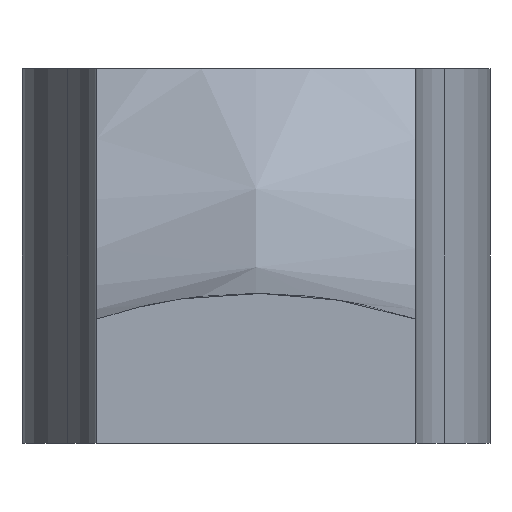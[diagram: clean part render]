
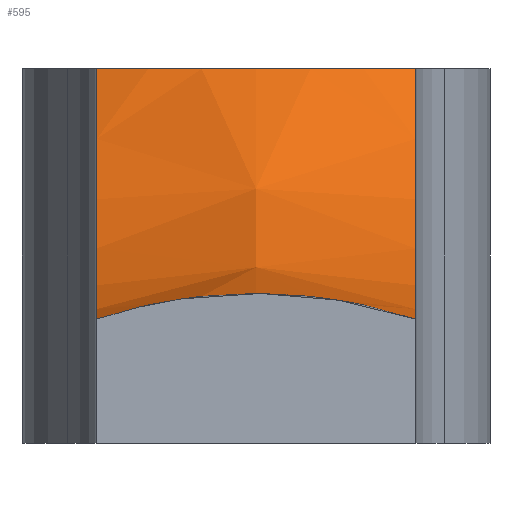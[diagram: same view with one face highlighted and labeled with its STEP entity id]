
A CAD part, left-side view. The second image highlights one B-rep face of the part: STEP entity #595.
In plain terms, the highlighted free-form (B-spline) face has degree [3, 3] with [4, 10] control points.
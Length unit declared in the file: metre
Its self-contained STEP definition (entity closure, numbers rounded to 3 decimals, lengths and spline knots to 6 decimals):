
#85=VERTEX_POINT('',#86);
#86=CARTESIAN_POINT('',(-0.020292,-0.0085,0.02));
#179=VERTEX_POINT('',#180);
#180=CARTESIAN_POINT('',(-0.020292,0.0085,0.02));
#186=CARTESIAN_POINT('',(-0.020292,-0.0085,0.02));
#187=EDGE_CURVE('',#85,#179,#188,.T.);
#188=(B_SPLINE_CURVE(3,(#186,#189,#190,#191,#192,#193),.UNSPECIFIED.,.F.,
  .U.)B_SPLINE_CURVE_WITH_KNOTS((4,2,4),(0.258281,0.5,
  0.741719),.UNSPECIFIED.)BOUNDED_CURVE()CURVE()GEOMETRIC_REPRESENTATION_ITEM(
  )RATIONAL_B_SPLINE_CURVE((1.0,1.0,1.0,1.0,1.0,1.0))REPRESENTATION_ITEM(
  ''));
#189=CARTESIAN_POINT('',(-0.021415,-0.005817,0.02));
#190=CARTESIAN_POINT('',(-0.022,-0.002909,0.02));
#191=CARTESIAN_POINT('',(-0.022,0.002909,0.02));
#192=CARTESIAN_POINT('',(-0.021415,0.005817,0.02));
#193=CARTESIAN_POINT('',(-0.020292,0.0085,0.02));
#370=VERTEX_POINT('',#371);
#371=CARTESIAN_POINT('',(-0.044975,-0.0085,0.006633));
#393=EDGE_CURVE('',#85,#370,#394,.T.);
#394=CIRCLE('',#395,0.031383);
#395=AXIS2_PLACEMENT_3D('',#396,#397,#398);
#396=CARTESIAN_POINT('',(-0.046,-0.0085,0.038));
#397=DIRECTION('',(0.0,1.0,0.0));
#398=DIRECTION('',(0.0,0.0,-1.0));
#457=VERTEX_POINT('',#458);
#458=CARTESIAN_POINT('',(-0.044975,0.0085,0.006633));
#464=EDGE_CURVE('',#457,#179,#465,.F.);
#465=CIRCLE('',#466,0.031383);
#466=AXIS2_PLACEMENT_3D('',#467,#468,#469);
#467=CARTESIAN_POINT('',(-0.046,0.0085,0.038));
#468=DIRECTION('',(0.0,1.0,0.0));
#469=DIRECTION('',(0.0,0.0,-1.0));
#584=CARTESIAN_POINT('',(-0.044975,-0.0085,
  0.006633));
#585=EDGE_CURVE('',#370,#457,#586,.T.);
#586=B_SPLINE_CURVE_WITH_KNOTS('',3,(#584,#587,#588,#589,#590,#591),
  .UNSPECIFIED.,.F.,.U.,(4,2,4),(0.258281,0.5,
  0.741719),.UNSPECIFIED.);
#587=CARTESIAN_POINT('',(-0.045649,-0.005817,
  0.007532));
#588=CARTESIAN_POINT('',(-0.046,-0.002909,0.008));
#589=CARTESIAN_POINT('',(-0.046,0.002909,0.008));
#590=CARTESIAN_POINT('',(-0.045649,0.005817,
  0.007532));
#591=CARTESIAN_POINT('',(-0.044975,0.0085,0.006633));
#595=ADVANCED_FACE('',(#637),#596,.F.);
#596=(B_SPLINE_SURFACE(3,3,((#597,#598,#599,#600,#601,#602,#603,#604,#605,
  #606),(#607,#608,#609,#610,#611,#612,#613,#614,#615,#616),(#617,#618,
  #619,#620,#621,#622,#623,#624,#625,#626),(#627,#628,#629,#630,#631,
  #632,#633,#634,#635,#636)),.UNSPECIFIED.,.F.,.F.,.F.)B_SPLINE_SURFACE_WITH_KNOTS(
  (4,4),(4,2,2,2,4),(0.0,1.0),(0.0,0.25,0.5,0.75,1.0),.UNSPECIFIED.)BOUNDED_SURFACE(
  )GEOMETRIC_REPRESENTATION_ITEM()RATIONAL_B_SPLINE_SURFACE(((1.0,1.0,1.0,
  1.0,1.0,1.0,1.0,1.0,1.0,1.0),(0.93,0.93,
  0.93,0.93,0.93,
  0.93,0.93,0.93,
  0.93,0.93),(0.93,
  0.93,0.93,0.93,
  0.93,0.93,0.93,
  0.93,0.93,0.93),(1.0,1.0,1.0,
  1.0,1.0,1.0,1.0,1.0,1.0,1.0)))REPRESENTATION_ITEM('')SURFACE());
#597=CARTESIAN_POINT('',(-0.015,-0.016093,0.02));
#598=CARTESIAN_POINT('',(-0.017201,-0.014042,0.02));
#599=CARTESIAN_POINT('',(-0.018974,-0.011534,0.02));
#600=CARTESIAN_POINT('',(-0.021374,-0.006016,0.02));
#601=CARTESIAN_POINT('',(-0.022,-0.003009,0.02));
#602=CARTESIAN_POINT('',(-0.022,0.003009,0.02));
#603=CARTESIAN_POINT('',(-0.021374,0.006016,0.02));
#604=CARTESIAN_POINT('',(-0.018974,0.011534,0.02));
#605=CARTESIAN_POINT('',(-0.017201,0.014042,0.02));
#606=CARTESIAN_POINT('',(-0.015,0.016093,0.02));
#607=CARTESIAN_POINT('',(-0.020773,-0.016093,
  0.010058));
#608=CARTESIAN_POINT('',(-0.022974,-0.014042,
  0.010764));
#609=CARTESIAN_POINT('',(-0.024747,-0.011534,
  0.011332));
#610=CARTESIAN_POINT('',(-0.027147,-0.006016,
  0.012102));
#611=CARTESIAN_POINT('',(-0.027773,-0.003009,
  0.012303));
#612=CARTESIAN_POINT('',(-0.027773,0.003009,
  0.012303));
#613=CARTESIAN_POINT('',(-0.027147,0.006016,
  0.012102));
#614=CARTESIAN_POINT('',(-0.024747,0.011534,
  0.011332));
#615=CARTESIAN_POINT('',(-0.022974,0.014042,
  0.010764));
#616=CARTESIAN_POINT('',(-0.020773,0.016093,
  0.010058));
#617=CARTESIAN_POINT('',(-0.030383,-0.016093,
  0.003747));
#618=CARTESIAN_POINT('',(-0.032268,-0.014042,
  0.005085));
#619=CARTESIAN_POINT('',(-0.033787,-0.011534,
  0.006162));
#620=CARTESIAN_POINT('',(-0.035843,-0.006016,
  0.00762));
#621=CARTESIAN_POINT('',(-0.036379,-0.003009,0.008));
#622=CARTESIAN_POINT('',(-0.036379,0.003009,0.008));
#623=CARTESIAN_POINT('',(-0.035843,0.006016,
  0.00762));
#624=CARTESIAN_POINT('',(-0.033787,0.011534,
  0.006162));
#625=CARTESIAN_POINT('',(-0.032268,0.014042,
  0.005085));
#626=CARTESIAN_POINT('',(-0.030383,0.016093,
  0.003747));
#627=CARTESIAN_POINT('',(-0.0418,-0.016093,0.0024));
#628=CARTESIAN_POINT('',(-0.043121,-0.014042,
  0.004161));
#629=CARTESIAN_POINT('',(-0.044185,-0.011534,
  0.005579));
#630=CARTESIAN_POINT('',(-0.045625,-0.006016,
  0.007499));
#631=CARTESIAN_POINT('',(-0.046,-0.003009,0.008));
#632=CARTESIAN_POINT('',(-0.046,0.003009,0.008));
#633=CARTESIAN_POINT('',(-0.045625,0.006016,
  0.007499));
#634=CARTESIAN_POINT('',(-0.044185,0.011534,
  0.005579));
#635=CARTESIAN_POINT('',(-0.043121,0.014042,
  0.004161));
#636=CARTESIAN_POINT('',(-0.0418,0.016093,0.0024));
#637=FACE_OUTER_BOUND('',#638,.T.);
#638=EDGE_LOOP('',(#639,#640,#641,#642));
#639=ORIENTED_EDGE('',*,*,#187,.T.);
#640=ORIENTED_EDGE('',*,*,#464,.F.);
#641=ORIENTED_EDGE('',*,*,#585,.F.);
#642=ORIENTED_EDGE('',*,*,#393,.F.);
